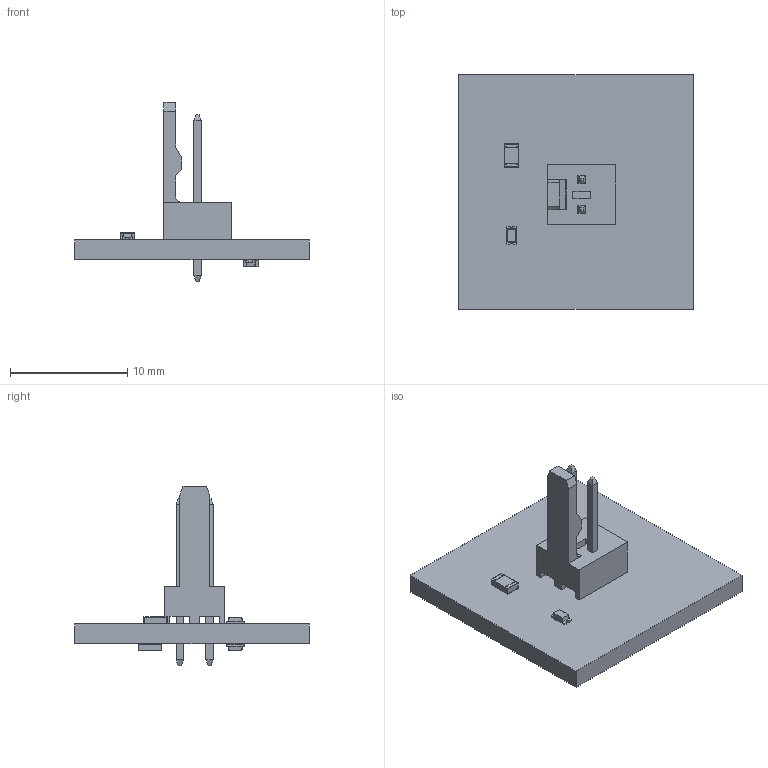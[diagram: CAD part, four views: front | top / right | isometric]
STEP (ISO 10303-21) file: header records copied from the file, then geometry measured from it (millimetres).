
FILE_DESCRIPTION(('Open CASCADE Model'),'2;1');
FILE_NAME('Open CASCADE Shape Model','2023-05-14T14:08:15',('Author'),( 'Open CASCADE'),'Open CASCADE STEP processor 7.5','Open CASCADE 7.5' ,'Unknown');
FILE_SCHEMA(('AUTOMOTIVE_DESIGN { 1 0 10303 214 1 1 1 1 }'));
Length unit declared in the file: millimetre
Products named in the file (13): PCB; Board; Open CASCADE STEP translator 7.5 2.1.1; R2; AC0805FR-07360RL; D2; LSM0603453V; R1; J1; 0022272021; Open CASCADE STEP translator 7.5 2.5.1.1; Open CASCADE STEP translator 7.5 2.5.1.2; D1
Assembly tree (14 placements, depth 4):
  PCB
    Board
      Open CASCADE STEP translator 7.5 2.1.1
    R2
      AC0805FR-07360RL
    D2
      LSM0603453V
    R1
      AC0805FR-07360RL
    J1
      0022272021
        Open CASCADE STEP translator 7.5 2.5.1.1
        Open CASCADE STEP translator 7.5 2.5.1.2
    D1
      LSM0603453V
Bounding box: 20 x 20 x 15.26 mm (x, y, z)
Volume: 791.5 mm3; surface area: 1249.5 mm2
Topology: 12 solids, 12 shells, 239 faces, 589 edges, 382 vertices
Faces by surface type: plane 210, cylinder 21, sphere 8
Entity records: 4953 total; most frequent: CARTESIAN_POINT 815, ORIENTED_EDGE 758, DIRECTION 741, EDGE_CURVE 379, LINE 357, VECTOR 357, VERTEX_POINT 242, AXIS2_PLACEMENT_3D 192
